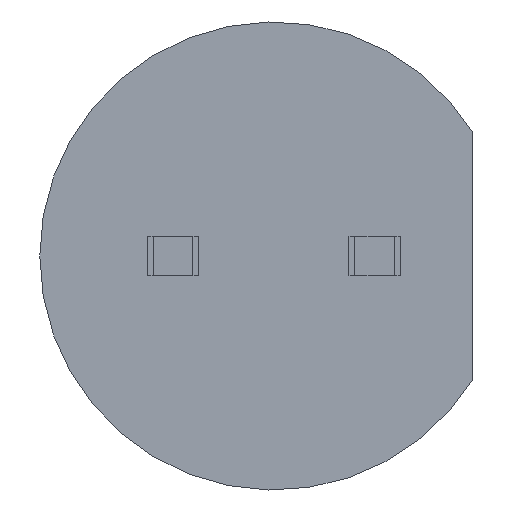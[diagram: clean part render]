
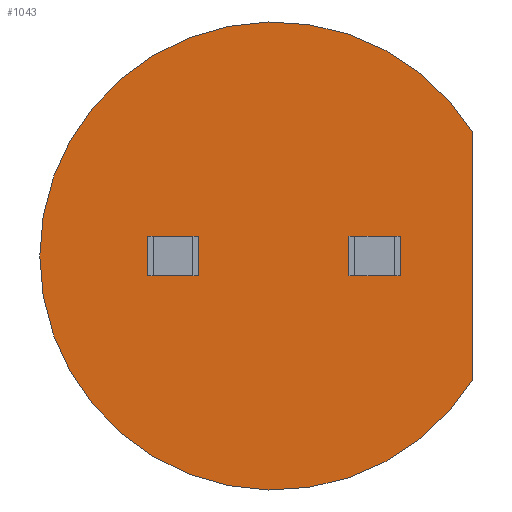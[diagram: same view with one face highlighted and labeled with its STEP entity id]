
A CAD part, front view. The second image highlights one B-rep face of the part: STEP entity #1043.
In plain terms, the highlighted planar face has unit normal (0, -1, 0).
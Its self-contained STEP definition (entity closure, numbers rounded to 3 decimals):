
#1 = CARTESIAN_POINT ( 'NONE',  ( 1.52, 0., -0.25 ) ) ;
#2 = LINE ( 'NONE', #1, #20 ) ;
#6 = CARTESIAN_POINT ( 'NONE',  ( 0., 0., 0. ) ) ;
#7 = AXIS2_PLACEMENT_3D ( 'NONE', #6, #8, #10 ) ;
#8 = DIRECTION ( 'NONE',  ( 0., 1., 0. ) ) ;
#10 = DIRECTION ( 'NONE',  ( -1., 0., 0. ) ) ;
#16 = DIRECTION ( 'NONE',  ( 1., 0., 0. ) ) ;
#20 = VECTOR ( 'NONE', #16, 1000. ) ;
#29 = CARTESIAN_POINT ( 'NONE',  ( 1.02, 0., -0.25 ) ) ;
#33 = CARTESIAN_POINT ( 'NONE',  ( 1.52, 0., 0.25 ) ) ;
#39 = PLANE ( 'NONE',  #7 ) ;
#40 = CARTESIAN_POINT ( 'NONE',  ( -1.52, 0., -0.25 ) ) ;
#50 = CIRCLE ( 'NONE', #63, 2.95 ) ;
#53 = CARTESIAN_POINT ( 'NONE',  ( 0., 0., 0. ) ) ;
#59 = DIRECTION ( 'NONE',  ( -1., 0., 0. ) ) ;
#60 = DIRECTION ( 'NONE',  ( 0., 1., 0. ) ) ;
#63 = AXIS2_PLACEMENT_3D ( 'NONE', #53, #60, #59 ) ;
#128 = FACE_BOUND ( 'NONE', #1053, .T. ) ;
#130 = FACE_OUTER_BOUND ( 'NONE', #1049, .T. ) ;
#156 = LINE ( 'NONE', #168, #167 ) ;
#161 = CARTESIAN_POINT ( 'NONE',  ( -1.02, 0., -0.25 ) ) ;
#163 = FACE_BOUND ( 'NONE', #1061, .T. ) ;
#165 = CARTESIAN_POINT ( 'NONE',  ( 2.5, 0., 1.566 ) ) ;
#166 = DIRECTION ( 'NONE',  ( -1., 0., 0. ) ) ;
#167 = VECTOR ( 'NONE', #166, 1000. ) ;
#168 = CARTESIAN_POINT ( 'NONE',  ( -1.52, 0., 0.25 ) ) ;
#221 = VECTOR ( 'NONE', #236, 1000. ) ;
#234 = CARTESIAN_POINT ( 'NONE',  ( -1.52, 0., 0.25 ) ) ;
#236 = DIRECTION ( 'NONE',  ( 1., 0., 0. ) ) ;
#237 = CARTESIAN_POINT ( 'NONE',  ( -1.52, 0., -0.25 ) ) ;
#240 = LINE ( 'NONE', #237, #221 ) ;
#251 = CARTESIAN_POINT ( 'NONE',  ( 2.5, 0., 0. ) ) ;
#252 = LINE ( 'NONE', #274, #275 ) ;
#258 = LINE ( 'NONE', #251, #272 ) ;
#259 = CARTESIAN_POINT ( 'NONE',  ( -1.02, 0., 0.25 ) ) ;
#260 = DIRECTION ( 'NONE',  ( 0., 0., -1. ) ) ;
#261 = CARTESIAN_POINT ( 'NONE',  ( -1.02, 0., -0.25 ) ) ;
#262 = LINE ( 'NONE', #261, #266 ) ;
#265 = DIRECTION ( 'NONE',  ( 0., 0., 1. ) ) ;
#266 = VECTOR ( 'NONE', #265, 1000. ) ;
#272 = VECTOR ( 'NONE', #260, 1000. ) ;
#273 = DIRECTION ( 'NONE',  ( -1., 0., 0. ) ) ;
#274 = CARTESIAN_POINT ( 'NONE',  ( 1.52, 0., 0.25 ) ) ;
#275 = VECTOR ( 'NONE', #273, 1000. ) ;
#436 = CARTESIAN_POINT ( 'NONE',  ( -2.95, 0., 0. ) ) ;
#576 = DIRECTION ( 'NONE',  ( 0., 1., 0. ) ) ;
#577 = CARTESIAN_POINT ( 'NONE',  ( 0., 0., 0. ) ) ;
#586 = AXIS2_PLACEMENT_3D ( 'NONE', #577, #576, #589 ) ;
#589 = DIRECTION ( 'NONE',  ( -1., 0., 0. ) ) ;
#604 = CIRCLE ( 'NONE', #586, 2.95 ) ;
#884 = CARTESIAN_POINT ( 'NONE',  ( 2.5, 0., -1.566 ) ) ;
#976 = EDGE_CURVE ( 'NONE', #995, #1009, #1527, .T. ) ;
#978 = EDGE_CURVE ( 'NONE', #1051, #1016, #1509, .T. ) ;
#987 = EDGE_CURVE ( 'NONE', #1004, #1010, #1579, .T. ) ;
#995 = VERTEX_POINT ( 'NONE', #1566 ) ;
#1004 = VERTEX_POINT ( 'NONE', #1289 ) ;
#1009 = VERTEX_POINT ( 'NONE', #29 ) ;
#1010 = VERTEX_POINT ( 'NONE', #33 ) ;
#1016 = VERTEX_POINT ( 'NONE', #40 ) ;
#1021 = VERTEX_POINT ( 'NONE', #161 ) ;
#1028 = ORIENTED_EDGE ( 'NONE', *, *, #1071, .F. ) ;
#1034 = EDGE_CURVE ( 'NONE', #1069, #1051, #156, .T. ) ;
#1037 = ORIENTED_EDGE ( 'NONE', *, *, #1047, .F. ) ;
#1038 = ORIENTED_EDGE ( 'NONE', *, *, #987, .F. ) ;
#1039 = ORIENTED_EDGE ( 'NONE', *, *, #1064, .F. ) ;
#1040 = ORIENTED_EDGE ( 'NONE', *, *, #976, .F. ) ;
#1041 = VERTEX_POINT ( 'NONE', #165 ) ;
#1042 = ORIENTED_EDGE ( 'NONE', *, *, #1034, .F. ) ;
#1043 = ADVANCED_FACE ( 'NONE', ( #128, #130, #163 ), #39, .F. ) ;
#1047 = EDGE_CURVE ( 'NONE', #1016, #1021, #240, .T. ) ;
#1049 = EDGE_LOOP ( 'NONE', ( #1062, #1054, #1057 ) ) ;
#1051 = VERTEX_POINT ( 'NONE', #234 ) ;
#1053 = EDGE_LOOP ( 'NONE', ( #1028, #1037, #1072, #1042 ) ) ;
#1054 = ORIENTED_EDGE ( 'NONE', *, *, #1063, .F. ) ;
#1055 = ORIENTED_EDGE ( 'NONE', *, *, #1058, .F. ) ;
#1057 = ORIENTED_EDGE ( 'NONE', *, *, #1208, .F. ) ;
#1058 = EDGE_CURVE ( 'NONE', #1009, #1004, #2, .T. ) ;
#1061 = EDGE_LOOP ( 'NONE', ( #1038, #1055, #1040, #1039 ) ) ;
#1062 = ORIENTED_EDGE ( 'NONE', *, *, #1070, .F. ) ;
#1063 = EDGE_CURVE ( 'NONE', #1160, #1041, #50, .T. ) ;
#1064 = EDGE_CURVE ( 'NONE', #1010, #995, #252, .T. ) ;
#1069 = VERTEX_POINT ( 'NONE', #259 ) ;
#1070 = EDGE_CURVE ( 'NONE', #1041, #1154, #258, .T. ) ;
#1071 = EDGE_CURVE ( 'NONE', #1021, #1069, #262, .T. ) ;
#1072 = ORIENTED_EDGE ( 'NONE', *, *, #978, .F. ) ;
#1154 = VERTEX_POINT ( 'NONE', #884 ) ;
#1160 = VERTEX_POINT ( 'NONE', #436 ) ;
#1208 = EDGE_CURVE ( 'NONE', #1154, #1160, #604, .T. ) ;
#1289 = CARTESIAN_POINT ( 'NONE',  ( 1.52, 0., -0.25 ) ) ;
#1508 = CARTESIAN_POINT ( 'NONE',  ( -1.52, 0., -0.25 ) ) ;
#1509 = LINE ( 'NONE', #1508, #1591 ) ;
#1510 = DIRECTION ( 'NONE',  ( 0., 0., -1. ) ) ;
#1513 = DIRECTION ( 'NONE',  ( 0., 0., 1. ) ) ;
#1514 = VECTOR ( 'NONE', #1513, 1000. ) ;
#1526 = CARTESIAN_POINT ( 'NONE',  ( 1.02, 0., -0.25 ) ) ;
#1527 = LINE ( 'NONE', #1526, #1551 ) ;
#1551 = VECTOR ( 'NONE', #1510, 1000. ) ;
#1566 = CARTESIAN_POINT ( 'NONE',  ( 1.02, 0., 0.25 ) ) ;
#1578 = CARTESIAN_POINT ( 'NONE',  ( 1.52, 0., -0.25 ) ) ;
#1579 = LINE ( 'NONE', #1578, #1514 ) ;
#1590 = DIRECTION ( 'NONE',  ( 0., 0., -1. ) ) ;
#1591 = VECTOR ( 'NONE', #1590, 1000. ) ;
